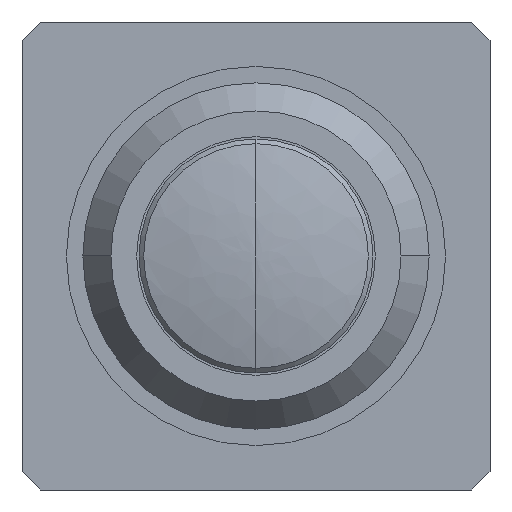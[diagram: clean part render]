
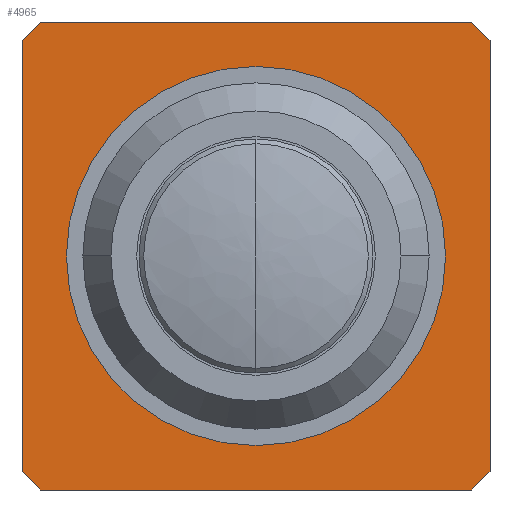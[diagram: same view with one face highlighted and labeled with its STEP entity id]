
A CAD part, left-side view. The second image highlights one B-rep face of the part: STEP entity #4965.
In plain terms, the highlighted planar face has unit normal (-1, 0, 0).
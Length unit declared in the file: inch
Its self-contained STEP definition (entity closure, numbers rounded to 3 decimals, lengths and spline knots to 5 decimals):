
#1 = LINE ( 'NONE', #819, #4306 ) ;
#8 = EDGE_CURVE ( 'NONE', #1788, #889, #848, .T. ) ;
#84 = ORIENTED_EDGE ( 'NONE', *, *, #6024, .T. ) ;
#145 = VERTEX_POINT ( 'NONE', #4277 ) ;
#278 = EDGE_CURVE ( 'NONE', #3879, #2600, #4198, .T. ) ;
#434 = FACE_BOUND ( 'NONE', #2575, .T. ) ;
#475 = CARTESIAN_POINT ( 'NONE',  ( -1.65354, 0.98425, 0.98425 ) ) ;
#501 = EDGE_CURVE ( 'NONE', #6334, #6342, #1516, .T. ) ;
#528 = DIRECTION ( 'NONE',  ( 0., -0.707, -0.707 ) ) ;
#572 = CARTESIAN_POINT ( 'NONE',  ( -1.65354, 0.98425, 0.90551 ) ) ;
#685 = FACE_OUTER_BOUND ( 'NONE', #2583, .T. ) ;
#733 = AXIS2_PLACEMENT_3D ( 'NONE', #3456, #5571, #820 ) ;
#768 = AXIS2_PLACEMENT_3D ( 'NONE', #4249, #1148, #5316 ) ;
#819 = CARTESIAN_POINT ( 'NONE',  ( -1.65354, -0.90551, -0.98425 ) ) ;
#820 = DIRECTION ( 'NONE',  ( 0., 0., 1. ) ) ;
#848 = LINE ( 'NONE', #5246, #5757 ) ;
#889 = VERTEX_POINT ( 'NONE', #3935 ) ;
#898 = CARTESIAN_POINT ( 'NONE',  ( -1.65354, -0.98425, -0.98425 ) ) ;
#914 = AXIS2_PLACEMENT_3D ( 'NONE', #5284, #5235, #2727 ) ;
#1074 = EDGE_CURVE ( 'NONE', #1528, #3879, #3212, .T. ) ;
#1087 = LINE ( 'NONE', #898, #4573 ) ;
#1126 = LINE ( 'NONE', #1667, #5954 ) ;
#1148 = DIRECTION ( 'NONE',  ( 1., 0., 0. ) ) ;
#1238 = PLANE ( 'NONE',  #733 ) ;
#1314 = CARTESIAN_POINT ( 'NONE',  ( -1.65354, -0.90551, -0.98425 ) ) ;
#1402 = EDGE_CURVE ( 'NONE', #6738, #145, #1087, .T. ) ;
#1502 = DIRECTION ( 'NONE',  ( 0., 1., 0. ) ) ;
#1516 = CIRCLE ( 'NONE', #768, 0.59055 ) ;
#1528 = VERTEX_POINT ( 'NONE', #2618 ) ;
#1667 = CARTESIAN_POINT ( 'NONE',  ( -1.65354, -0.98425, 0.90551 ) ) ;
#1780 = VERTEX_POINT ( 'NONE', #1314 ) ;
#1782 = EDGE_CURVE ( 'NONE', #1780, #6738, #3271, .T. ) ;
#1788 = VERTEX_POINT ( 'NONE', #2303 ) ;
#1904 = DIRECTION ( 'NONE',  ( 0., 0., -1. ) ) ;
#1964 = ORIENTED_EDGE ( 'NONE', *, *, #2553, .T. ) ;
#2023 = ORIENTED_EDGE ( 'NONE', *, *, #6714, .T. ) ;
#2142 = ORIENTED_EDGE ( 'NONE', *, *, #8, .T. ) ;
#2164 = EDGE_CURVE ( 'NONE', #1780, #889, #1, .T. ) ;
#2296 = VECTOR ( 'NONE', #1904, 39.37008 ) ;
#2303 = CARTESIAN_POINT ( 'NONE',  ( -1.65354, 0.98425, -0.90551 ) ) ;
#2423 = VECTOR ( 'NONE', #4918, 39.37008 ) ;
#2437 = CIRCLE ( 'NONE', #914, 0.59055 ) ;
#2553 = EDGE_CURVE ( 'NONE', #6342, #6334, #2437, .T. ) ;
#2575 = EDGE_LOOP ( 'NONE', ( #3711, #1964 ) ) ;
#2583 = EDGE_LOOP ( 'NONE', ( #6321, #84, #2142, #5940, #3160, #5182, #2023, #6343 ) ) ;
#2600 = VERTEX_POINT ( 'NONE', #572 ) ;
#2618 = CARTESIAN_POINT ( 'NONE',  ( -1.65354, -0.90551, 0.98425 ) ) ;
#2727 = DIRECTION ( 'NONE',  ( 0., 0., 1. ) ) ;
#3160 = ORIENTED_EDGE ( 'NONE', *, *, #1782, .T. ) ;
#3212 = LINE ( 'NONE', #475, #5843 ) ;
#3271 = LINE ( 'NONE', #6426, #4484 ) ;
#3456 = CARTESIAN_POINT ( 'NONE',  ( -1.65354, 0.98425, -0.98425 ) ) ;
#3711 = ORIENTED_EDGE ( 'NONE', *, *, #501, .T. ) ;
#3809 = CARTESIAN_POINT ( 'NONE',  ( -1.65354, 0., -0.59055 ) ) ;
#3879 = VERTEX_POINT ( 'NONE', #4217 ) ;
#3935 = CARTESIAN_POINT ( 'NONE',  ( -1.65354, 0.90551, -0.98425 ) ) ;
#4198 = LINE ( 'NONE', #4411, #2423 ) ;
#4217 = CARTESIAN_POINT ( 'NONE',  ( -1.65354, 0.90551, 0.98425 ) ) ;
#4249 = CARTESIAN_POINT ( 'NONE',  ( -1.65354, 0., 0. ) ) ;
#4277 = CARTESIAN_POINT ( 'NONE',  ( -1.65354, -0.98425, 0.90551 ) ) ;
#4306 = VECTOR ( 'NONE', #1502, 39.37008 ) ;
#4411 = CARTESIAN_POINT ( 'NONE',  ( -1.65354, 0.90551, 0.98425 ) ) ;
#4484 = VECTOR ( 'NONE', #4949, 39.37008 ) ;
#4573 = VECTOR ( 'NONE', #6136, 39.37008 ) ;
#4918 = DIRECTION ( 'NONE',  ( 0., 0.707, -0.707 ) ) ;
#4949 = DIRECTION ( 'NONE',  ( 0., -0.707, 0.707 ) ) ;
#4965 = ADVANCED_FACE ( 'NONE', ( #685, #434 ), #1238, .T. ) ;
#5049 = LINE ( 'NONE', #6625, #2296 ) ;
#5182 = ORIENTED_EDGE ( 'NONE', *, *, #1402, .T. ) ;
#5235 = DIRECTION ( 'NONE',  ( 1., 0., 0. ) ) ;
#5246 = CARTESIAN_POINT ( 'NONE',  ( -1.65354, 0.98425, -0.90551 ) ) ;
#5250 = CARTESIAN_POINT ( 'NONE',  ( -1.65354, -0.98425, -0.90551 ) ) ;
#5284 = CARTESIAN_POINT ( 'NONE',  ( -1.65354, 0., 0. ) ) ;
#5316 = DIRECTION ( 'NONE',  ( 0., 0., 1. ) ) ;
#5571 = DIRECTION ( 'NONE',  ( -1., 0., 0. ) ) ;
#5716 = DIRECTION ( 'NONE',  ( 0., 1., 0. ) ) ;
#5757 = VECTOR ( 'NONE', #528, 39.37008 ) ;
#5843 = VECTOR ( 'NONE', #5716, 39.37008 ) ;
#5907 = DIRECTION ( 'NONE',  ( 0., 0.707, 0.707 ) ) ;
#5940 = ORIENTED_EDGE ( 'NONE', *, *, #2164, .F. ) ;
#5954 = VECTOR ( 'NONE', #5907, 39.37008 ) ;
#6024 = EDGE_CURVE ( 'NONE', #2600, #1788, #5049, .T. ) ;
#6136 = DIRECTION ( 'NONE',  ( 0., 0., 1. ) ) ;
#6257 = CARTESIAN_POINT ( 'NONE',  ( -1.65354, 0., 0.59055 ) ) ;
#6321 = ORIENTED_EDGE ( 'NONE', *, *, #278, .T. ) ;
#6334 = VERTEX_POINT ( 'NONE', #6257 ) ;
#6342 = VERTEX_POINT ( 'NONE', #3809 ) ;
#6343 = ORIENTED_EDGE ( 'NONE', *, *, #1074, .T. ) ;
#6426 = CARTESIAN_POINT ( 'NONE',  ( -1.65354, -0.90551, -0.98425 ) ) ;
#6625 = CARTESIAN_POINT ( 'NONE',  ( -1.65354, 0.98425, -0.98425 ) ) ;
#6714 = EDGE_CURVE ( 'NONE', #145, #1528, #1126, .T. ) ;
#6738 = VERTEX_POINT ( 'NONE', #5250 ) ;
